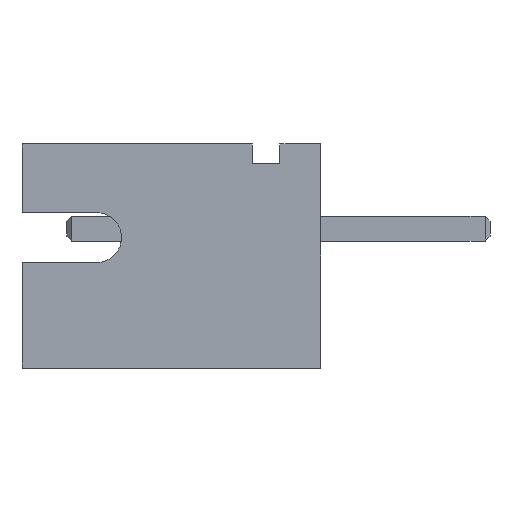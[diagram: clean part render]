
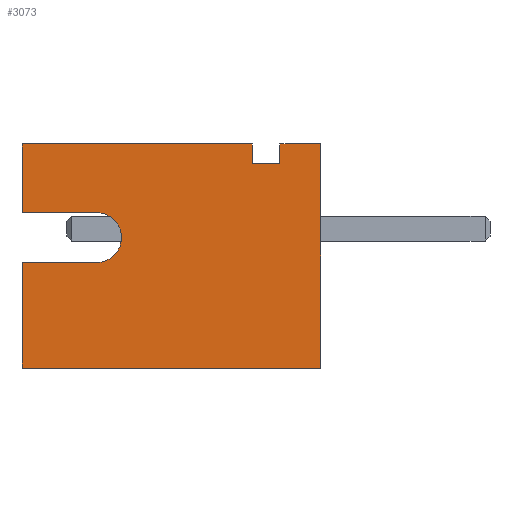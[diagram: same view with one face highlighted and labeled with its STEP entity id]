
A CAD part, left-side view. The second image highlights one B-rep face of the part: STEP entity #3073.
In plain terms, the highlighted planar face has unit normal (-1, 0, 0).
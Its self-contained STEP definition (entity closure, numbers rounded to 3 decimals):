
#80 = ORIENTED_EDGE ( 'NONE', *, *, #247, .F. ) ;
#247 = EDGE_CURVE ( 'NONE', #7976, #7935, #3383, .T. ) ;
#307 = CARTESIAN_POINT ( 'NONE',  ( -1.95, 6., 0.32 ) ) ;
#438 = DIRECTION ( 'NONE',  ( 0., 0., 1. ) ) ;
#455 = ORIENTED_EDGE ( 'NONE', *, *, #2177, .F. ) ;
#646 = DIRECTION ( 'NONE',  ( 0., -1., 0. ) ) ;
#803 = LINE ( 'NONE', #3654, #2128 ) ;
#827 = ORIENTED_EDGE ( 'NONE', *, *, #2454, .F. ) ;
#995 = ORIENTED_EDGE ( 'NONE', *, *, #4203, .F. ) ;
#1046 = DIRECTION ( 'NONE',  ( 0., 0., 1. ) ) ;
#1226 = CARTESIAN_POINT ( 'NONE',  ( -1.95, 1.38, 1.3 ) ) ;
#1271 = ORIENTED_EDGE ( 'NONE', *, *, #2441, .F. ) ;
#1294 = ORIENTED_EDGE ( 'NONE', *, *, #7089, .F. ) ;
#1370 = ORIENTED_EDGE ( 'NONE', *, *, #7057, .T. ) ;
#1445 = VERTEX_POINT ( 'NONE', #1869 ) ;
#1555 = ORIENTED_EDGE ( 'NONE', *, *, #6073, .F. ) ;
#1588 = DIRECTION ( 'NONE',  ( 0., 0., 1. ) ) ;
#1690 = EDGE_CURVE ( 'NONE', #1445, #3398, #7998, .T. ) ;
#1802 = VECTOR ( 'NONE', #1588, 1000. ) ;
#1869 = CARTESIAN_POINT ( 'NONE',  ( -1.95, 6., 0.32 ) ) ;
#1933 = VERTEX_POINT ( 'NONE', #8394 ) ;
#2070 = CARTESIAN_POINT ( 'NONE',  ( -1.95, 6., 1.7 ) ) ;
#2128 = VECTOR ( 'NONE', #2276, 1000. ) ;
#2177 = EDGE_CURVE ( 'NONE', #1933, #7976, #7522, .T. ) ;
#2219 = VECTOR ( 'NONE', #4363, 1000. ) ;
#2276 = DIRECTION ( 'NONE',  ( 0., -1., 0. ) ) ;
#2326 = VECTOR ( 'NONE', #646, 1000. ) ;
#2379 = CARTESIAN_POINT ( 'NONE',  ( -1.95, 0., 1.7 ) ) ;
#2441 = EDGE_CURVE ( 'NONE', #5716, #3011, #7750, .T. ) ;
#2447 = DIRECTION ( 'NONE',  ( 0., 1., 0. ) ) ;
#2454 = EDGE_CURVE ( 'NONE', #3398, #7652, #803, .T. ) ;
#2567 = DIRECTION ( 'NONE',  ( 0., -1., 0. ) ) ;
#2669 = EDGE_CURVE ( 'NONE', #7735, #7935, #7304, .T. ) ;
#2730 = CARTESIAN_POINT ( 'NONE',  ( -1.95, 4.5, -0.68 ) ) ;
#2896 = LINE ( 'NONE', #3554, #2326 ) ;
#3011 = VERTEX_POINT ( 'NONE', #5529 ) ;
#3036 = CARTESIAN_POINT ( 'NONE',  ( -1.95, 6., 1.7 ) ) ;
#3073 = ADVANCED_FACE ( 'NONE', ( #7650 ), #4143, .F. ) ;
#3107 = CARTESIAN_POINT ( 'NONE',  ( -1.95, 0.82, 1.7 ) ) ;
#3383 = LINE ( 'NONE', #4903, #6487 ) ;
#3398 = VERTEX_POINT ( 'NONE', #2070 ) ;
#3509 = ORIENTED_EDGE ( 'NONE', *, *, #6616, .F. ) ;
#3554 = CARTESIAN_POINT ( 'NONE',  ( -1.95, 6., -0.68 ) ) ;
#3654 = CARTESIAN_POINT ( 'NONE',  ( -1.95, 6., 1.7 ) ) ;
#3695 = CARTESIAN_POINT ( 'NONE',  ( -1.95, 6., -2.8 ) ) ;
#3862 = VECTOR ( 'NONE', #6833, 1000. ) ;
#4040 = DIRECTION ( 'NONE',  ( 0., -1., 0. ) ) ;
#4143 = PLANE ( 'NONE',  #8761 ) ;
#4203 = EDGE_CURVE ( 'NONE', #6585, #1445, #7972, .T. ) ;
#4319 = VECTOR ( 'NONE', #1046, 1000. ) ;
#4363 = DIRECTION ( 'NONE',  ( 0., 0., 1. ) ) ;
#4488 = EDGE_CURVE ( 'NONE', #5716, #7735, #8756, .T. ) ;
#4901 = EDGE_LOOP ( 'NONE', ( #1294, #3509, #1271, #8759, #5922, #80, #455, #1555, #1370, #827, #7012, #995 ) ) ;
#4903 = CARTESIAN_POINT ( 'NONE',  ( -1.95, 6., 1.7 ) ) ;
#4967 = CIRCLE ( 'NONE', #7175, 0.5 ) ;
#5023 = VECTOR ( 'NONE', #4040, 1000. ) ;
#5076 = DIRECTION ( 'NONE',  ( 0., 0., -1. ) ) ;
#5111 = VECTOR ( 'NONE', #438, 1000. ) ;
#5232 = VECTOR ( 'NONE', #2567, 1000. ) ;
#5326 = CARTESIAN_POINT ( 'NONE',  ( -1.95, 6., -2.8 ) ) ;
#5357 = CARTESIAN_POINT ( 'NONE',  ( -1.95, 1.38, 1.3 ) ) ;
#5529 = CARTESIAN_POINT ( 'NONE',  ( -1.95, 6., -0.68 ) ) ;
#5707 = CARTESIAN_POINT ( 'NONE',  ( -1.95, 6., 1.7 ) ) ;
#5716 = VERTEX_POINT ( 'NONE', #3695 ) ;
#5922 = ORIENTED_EDGE ( 'NONE', *, *, #2669, .T. ) ;
#5942 = VERTEX_POINT ( 'NONE', #2730 ) ;
#6073 = EDGE_CURVE ( 'NONE', #6199, #1933, #8788, .T. ) ;
#6078 = CARTESIAN_POINT ( 'NONE',  ( -1.95, 0.82, 1.3 ) ) ;
#6080 = DIRECTION ( 'NONE',  ( -1., 0., 0. ) ) ;
#6199 = VERTEX_POINT ( 'NONE', #7063 ) ;
#6439 = CARTESIAN_POINT ( 'NONE',  ( -1.95, 4.5, 0.32 ) ) ;
#6487 = VECTOR ( 'NONE', #7827, 1000. ) ;
#6585 = VERTEX_POINT ( 'NONE', #6439 ) ;
#6616 = EDGE_CURVE ( 'NONE', #3011, #5942, #2896, .T. ) ;
#6739 = DIRECTION ( 'NONE',  ( 0., 0., 1. ) ) ;
#6833 = DIRECTION ( 'NONE',  ( 0., 0., 1. ) ) ;
#7012 = ORIENTED_EDGE ( 'NONE', *, *, #1690, .F. ) ;
#7057 = EDGE_CURVE ( 'NONE', #6199, #7652, #8154, .T. ) ;
#7063 = CARTESIAN_POINT ( 'NONE',  ( -1.95, 1.38, 1.3 ) ) ;
#7089 = EDGE_CURVE ( 'NONE', #5942, #6585, #4967, .T. ) ;
#7175 = AXIS2_PLACEMENT_3D ( 'NONE', #8911, #6080, #6739 ) ;
#7263 = CARTESIAN_POINT ( 'NONE',  ( -1.95, 6., 1.7 ) ) ;
#7304 = LINE ( 'NONE', #7865, #2219 ) ;
#7312 = DIRECTION ( 'NONE',  ( 1., 0., 0. ) ) ;
#7499 = CARTESIAN_POINT ( 'NONE',  ( -1.95, 0., -2.8 ) ) ;
#7522 = LINE ( 'NONE', #6078, #3862 ) ;
#7650 = FACE_OUTER_BOUND ( 'NONE', #4901, .T. ) ;
#7652 = VERTEX_POINT ( 'NONE', #8557 ) ;
#7735 = VERTEX_POINT ( 'NONE', #7499 ) ;
#7750 = LINE ( 'NONE', #5707, #1802 ) ;
#7827 = DIRECTION ( 'NONE',  ( 0., -1., 0. ) ) ;
#7865 = CARTESIAN_POINT ( 'NONE',  ( -1.95, 0., 1.7 ) ) ;
#7935 = VERTEX_POINT ( 'NONE', #2379 ) ;
#7972 = LINE ( 'NONE', #307, #8384 ) ;
#7976 = VERTEX_POINT ( 'NONE', #3107 ) ;
#7998 = LINE ( 'NONE', #7263, #4319 ) ;
#8154 = LINE ( 'NONE', #1226, #5111 ) ;
#8384 = VECTOR ( 'NONE', #2447, 1000. ) ;
#8394 = CARTESIAN_POINT ( 'NONE',  ( -1.95, 0.82, 1.3 ) ) ;
#8557 = CARTESIAN_POINT ( 'NONE',  ( -1.95, 1.38, 1.7 ) ) ;
#8756 = LINE ( 'NONE', #5326, #5023 ) ;
#8759 = ORIENTED_EDGE ( 'NONE', *, *, #4488, .T. ) ;
#8761 = AXIS2_PLACEMENT_3D ( 'NONE', #3036, #7312, #5076 ) ;
#8788 = LINE ( 'NONE', #5357, #5232 ) ;
#8911 = CARTESIAN_POINT ( 'NONE',  ( -1.95, 4.5, -0.18 ) ) ;
